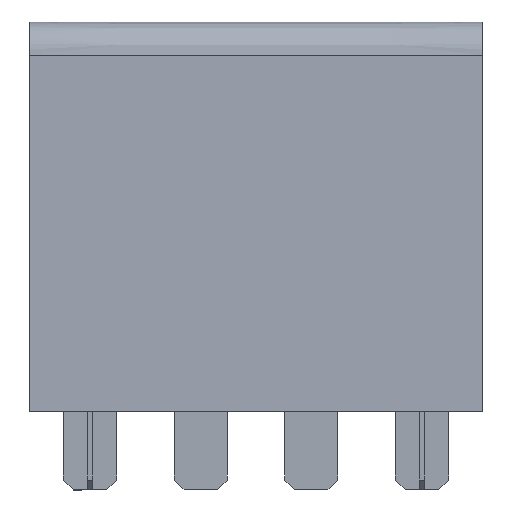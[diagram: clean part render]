
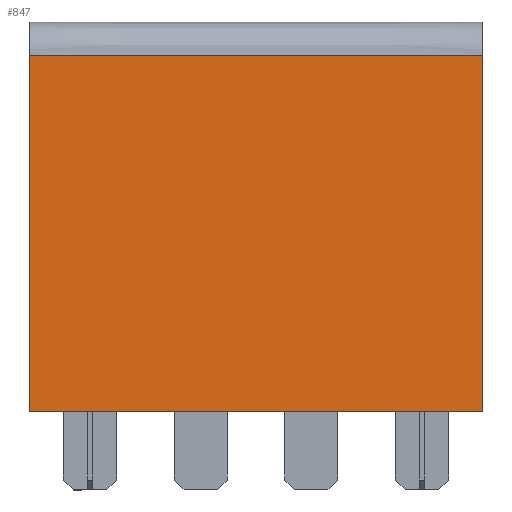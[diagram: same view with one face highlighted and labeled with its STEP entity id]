
A CAD part, front view. The second image highlights one B-rep face of the part: STEP entity #847.
In plain terms, the highlighted planar face has unit normal (0, -1, 0.004).
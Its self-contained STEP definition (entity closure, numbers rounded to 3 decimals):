
#833=AXIS2_PLACEMENT_3D('Plane Axis2P3D',#830,#831,#832) ;
#264=CARTESIAN_POINT('Vertex',(40.9,0.,7.1)) ;
#292=CARTESIAN_POINT('Vertex',(40.9,0.141,39.313)) ;
#296=CARTESIAN_POINT('Control Point',(40.9,0.14,39.25)) ;
#297=CARTESIAN_POINT('Control Point',(40.9,0.14,39.263)) ;
#298=CARTESIAN_POINT('Control Point',(40.9,0.14,39.275)) ;
#299=CARTESIAN_POINT('Control Point',(40.9,0.14,39.288)) ;
#300=CARTESIAN_POINT('Control Point',(40.9,0.141,39.3)) ;
#301=CARTESIAN_POINT('Control Point',(40.9,0.141,39.313)) ;
#302=CARTESIAN_POINT('Vertex',(40.9,0.14,39.25)) ;
#305=CARTESIAN_POINT('Line Origine',(40.9,0.07,23.175)) ;
#368=CARTESIAN_POINT('Vertex',(0.,0.141,39.313)) ;
#375=CARTESIAN_POINT('Vertex',(0.,0.,7.1)) ;
#378=CARTESIAN_POINT('Line Origine',(0.,0.07,23.207)) ;
#403=CARTESIAN_POINT('Line Origine',(19.84,0.141,39.313)) ;
#830=CARTESIAN_POINT('Axis2P3D Location',(40.9,0.,7.1)) ;
#835=CARTESIAN_POINT('Line Origine',(20.45,0.,7.1)) ;
#306=DIRECTION('Vector Direction',(0.,0.004,1.)) ;
#379=DIRECTION('Vector Direction',(0.,0.004,1.)) ;
#404=DIRECTION('Vector Direction',(-1.,0.,0.)) ;
#831=DIRECTION('Axis2P3D Direction',(0.,-1.,0.004)) ;
#832=DIRECTION('Axis2P3D XDirection',(0.,0.004,1.)) ;
#836=DIRECTION('Vector Direction',(-1.,0.,0.)) ;
#307=VECTOR('Line Direction',#306,1.) ;
#380=VECTOR('Line Direction',#379,1.) ;
#405=VECTOR('Line Direction',#404,1.) ;
#837=VECTOR('Line Direction',#836,1.) ;
#841=ORIENTED_EDGE('',*,*,#382,.F.) ;
#842=ORIENTED_EDGE('',*,*,#839,.F.) ;
#843=ORIENTED_EDGE('',*,*,#309,.T.) ;
#844=ORIENTED_EDGE('',*,*,#304,.F.) ;
#845=ORIENTED_EDGE('',*,*,#407,.T.) ;
#847=ADVANCED_FACE('RELAIS',(#846),#834,.T.) ;
#295=B_SPLINE_CURVE_WITH_KNOTS('',5,(#296,#297,#298,#299,#300,#301),.UNSPECIFIED.,.F.,.U.,(6,6),(32.15,32.213),.UNSPECIFIED.) ;
#304=EDGE_CURVE('',#293,#303,#295,.F.) ;
#309=EDGE_CURVE('',#265,#303,#308,.T.) ;
#382=EDGE_CURVE('',#376,#369,#381,.T.) ;
#407=EDGE_CURVE('',#293,#369,#406,.T.) ;
#839=EDGE_CURVE('',#265,#376,#838,.T.) ;
#840=EDGE_LOOP('',(#841,#842,#843,#844,#845)) ;
#846=FACE_OUTER_BOUND('',#840,.T.) ;
#308=LINE('Line',#305,#307) ;
#381=LINE('Line',#378,#380) ;
#406=LINE('Line',#403,#405) ;
#838=LINE('Line',#835,#837) ;
#834=PLANE('',#833) ;
#265=VERTEX_POINT('',#264) ;
#293=VERTEX_POINT('',#292) ;
#303=VERTEX_POINT('',#302) ;
#369=VERTEX_POINT('',#368) ;
#376=VERTEX_POINT('',#375) ;
